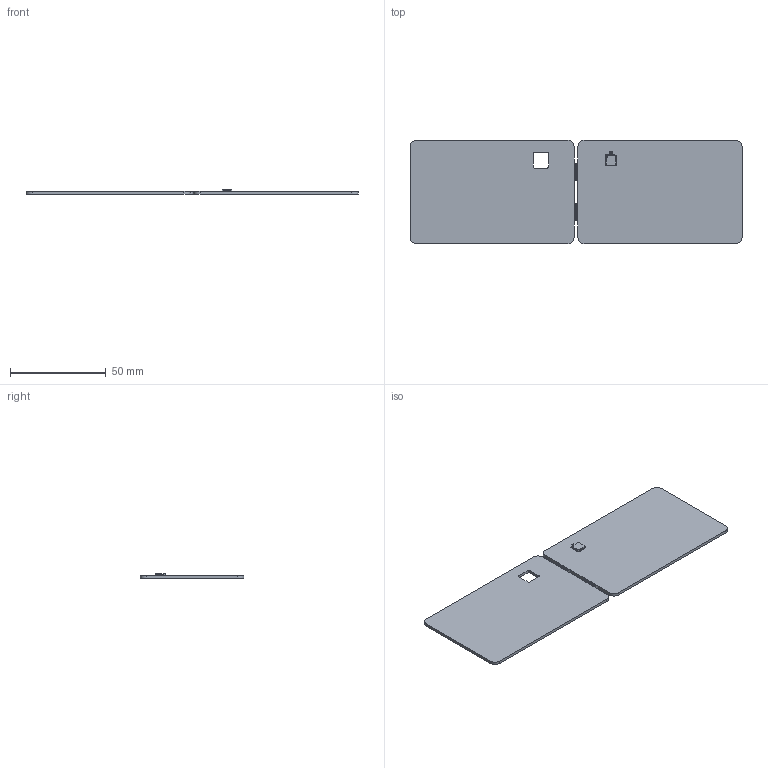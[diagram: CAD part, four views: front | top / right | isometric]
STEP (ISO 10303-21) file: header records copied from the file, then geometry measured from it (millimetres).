
FILE_DESCRIPTION(('KiCad electronic assembly'),'2;1');
FILE_NAME('microcard.step','2025-04-19T16:26:06',('Pcbnew'),('Kicad'), 'Open CASCADE STEP processor 7.8','KiCad to STEP converter','Unknown' );
FILE_SCHEMA(('AUTOMOTIVE_DESIGN { 1 0 10303 214 1 1 1 1 }'));
Length unit declared in the file: millimetre
Products named in the file (5): microcard 1; QFN-32-1EP_5x5mm_P0.5mm_EP3.3x3.3mm; microcard_pad; microcard_silkscreen; microcard_PCB
Assembly tree (4 placements, depth 2):
  microcard 1
    QFN-32-1EP_5x5mm_P0.5mm_EP3.3x3.3mm
    microcard_pad
    microcard_silkscreen
    microcard_PCB
Bounding box: 173.2 x 53.98 x 2.54 mm (x, y, z)
Volume: 13893.4 mm3; surface area: 19418.3 mm2
Topology: 35 solids, 47 shells, 614 faces, 1701 edges, 1171 vertices
Faces by surface type: plane 401, cylinder 213
Full cylindrical faces by diameter (mm): 0.5 x1, 0.6 x36
Entity records: 21650 total; most frequent: CARTESIAN_POINT 3491, DIRECTION 3403, ORIENTED_EDGE 3291, EDGE_CURVE 1701, LINE 1237, VECTOR 1237, VERTEX_POINT 1171, AXIS2_PLACEMENT_3D 1083
